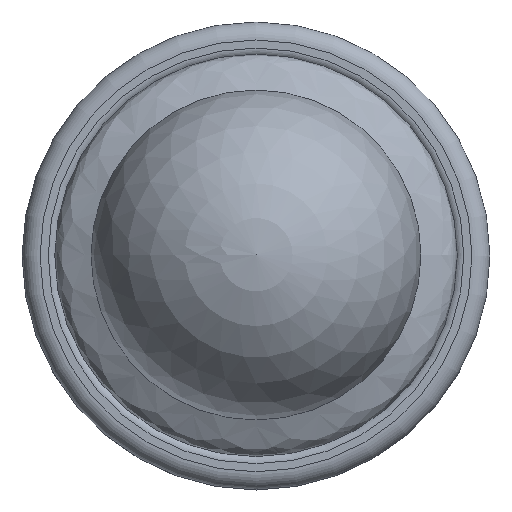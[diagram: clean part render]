
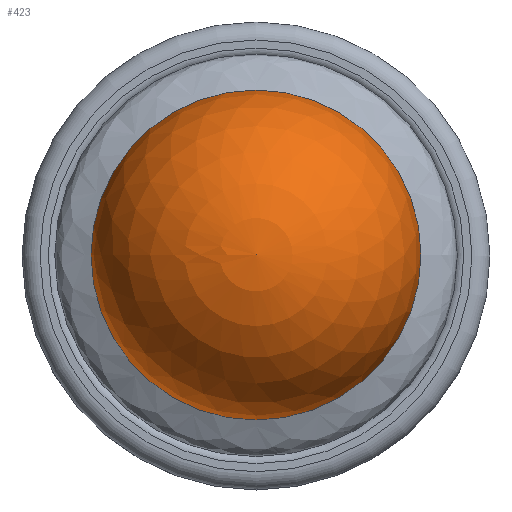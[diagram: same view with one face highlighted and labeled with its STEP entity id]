
A CAD part, top view. The second image highlights one B-rep face of the part: STEP entity #423.
In plain terms, the highlighted spherical face has radius 27.5 mm.
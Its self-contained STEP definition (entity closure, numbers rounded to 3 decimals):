
#31=SPHERICAL_SURFACE('',#494,27.5);
#59=FACE_OUTER_BOUND('',#92,.T.);
#92=EDGE_LOOP('',(#324,#325,#326,#327));
#162=CIRCLE('',#492,27.5);
#163=CIRCLE('',#493,27.5);
#164=CIRCLE('',#495,27.5);
#200=VERTEX_POINT('',#884);
#201=VERTEX_POINT('',#900);
#202=VERTEX_POINT('',#904);
#244=EDGE_CURVE('',#201,#200,#162,.T.);
#245=EDGE_CURVE('',#200,#201,#163,.T.);
#246=EDGE_CURVE('',#202,#201,#164,.T.);
#324=ORIENTED_EDGE('',*,*,#245,.T.);
#325=ORIENTED_EDGE('',*,*,#246,.F.);
#326=ORIENTED_EDGE('',*,*,#246,.T.);
#327=ORIENTED_EDGE('',*,*,#244,.T.);
#423=ADVANCED_FACE('',(#59),#31,.T.);
#492=AXIS2_PLACEMENT_3D('',#901,#598,#599);
#493=AXIS2_PLACEMENT_3D('',#902,#600,#601);
#494=AXIS2_PLACEMENT_3D('',#903,#602,#603);
#495=AXIS2_PLACEMENT_3D('',#905,#604,#605);
#598=DIRECTION('center_axis',(0.,0.,1.));
#599=DIRECTION('ref_axis',(1.,0.,0.));
#600=DIRECTION('center_axis',(0.,0.,1.));
#601=DIRECTION('ref_axis',(1.,0.,0.));
#602=DIRECTION('center_axis',(0.,0.,1.));
#603=DIRECTION('ref_axis',(1.,0.,0.));
#604=DIRECTION('center_axis',(0.,-1.,0.));
#605=DIRECTION('ref_axis',(-1.,0.,0.));
#884=CARTESIAN_POINT('',(27.5,0.,90.086));
#900=CARTESIAN_POINT('',(-27.5,0.,90.086));
#901=CARTESIAN_POINT('Origin',(0.,0.,90.086));
#902=CARTESIAN_POINT('Origin',(0.,0.,90.086));
#903=CARTESIAN_POINT('Origin',(0.,0.,90.));
#904=CARTESIAN_POINT('',(0.,0.,117.5));
#905=CARTESIAN_POINT('Origin',(0.,0.,90.));
